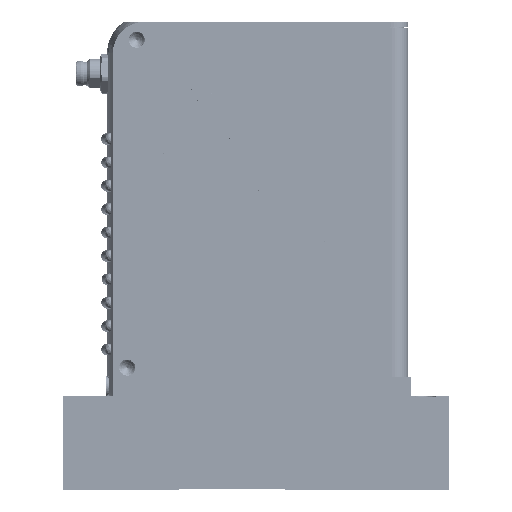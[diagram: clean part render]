
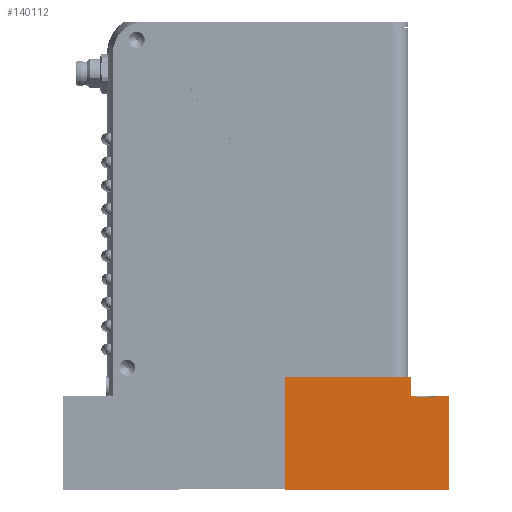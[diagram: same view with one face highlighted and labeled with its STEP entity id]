
A CAD part, top view. The second image highlights one B-rep face of the part: STEP entity #140112.
In plain terms, the highlighted planar face has unit normal (0, 0, 1).
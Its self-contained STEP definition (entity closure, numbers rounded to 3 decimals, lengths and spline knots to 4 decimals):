
#786 = ORIENTED_EDGE ( 'NONE', *, *, #33086, .T. ) ;
#1809 = CARTESIAN_POINT ( 'NONE',  ( 4.3855, 1.8901, 3.7606 ) ) ;
#3448 = LINE ( 'NONE', #226724, #11435 ) ;
#4863 = CARTESIAN_POINT ( 'NONE',  ( 4.6048, 1.8901, 3.7606 ) ) ;
#11435 = VECTOR ( 'NONE', #115797, 39.3701 ) ;
#15424 = CARTESIAN_POINT ( 'NONE',  ( 4.3855, 1.6731, 3.7606 ) ) ;
#18526 = CARTESIAN_POINT ( 'NONE',  ( 2.9952, 0.6831, 3.7606 ) ) ;
#18779 = EDGE_CURVE ( 'NONE', #242794, #250811, #127113, .T. ) ;
#20518 = CARTESIAN_POINT ( 'NONE',  ( 2.9952, 1.8901, 3.7606 ) ) ;
#24074 = CARTESIAN_POINT ( 'NONE',  ( 4.6048, 1.6731, 3.7606 ) ) ;
#24608 = VECTOR ( 'NONE', #256391, 39.3701 ) ;
#30703 = DIRECTION ( 'NONE',  ( -1., 0., 0. ) ) ;
#30740 = EDGE_CURVE ( 'NONE', #281370, #96234, #214418, .T. ) ;
#33086 = EDGE_CURVE ( 'NONE', #77879, #186405, #275894, .T. ) ;
#34796 = DIRECTION ( 'NONE',  ( -1., 0., 0. ) ) ;
#34991 = DIRECTION ( 'NONE',  ( 0., 0., -1. ) ) ;
#36287 = VERTEX_POINT ( 'NONE', #209104 ) ;
#40966 = VECTOR ( 'NONE', #111466, 39.3701 ) ;
#46683 = VERTEX_POINT ( 'NONE', #287723 ) ;
#48305 = ORIENTED_EDGE ( 'NONE', *, *, #135733, .F. ) ;
#59697 = ORIENTED_EDGE ( 'NONE', *, *, #246366, .T. ) ;
#74894 = DIRECTION ( 'NONE',  ( 0., 1., 0. ) ) ;
#77879 = VERTEX_POINT ( 'NONE', #225409 ) ;
#78772 = CARTESIAN_POINT ( 'NONE',  ( 2.9952, 1.6731, 3.7606 ) ) ;
#81678 = DIRECTION ( 'NONE',  ( 1., 0., 0. ) ) ;
#83736 = VECTOR ( 'NONE', #81678, 39.3701 ) ;
#85775 = ORIENTED_EDGE ( 'NONE', *, *, #149051, .T. ) ;
#89486 = DIRECTION ( 'NONE',  ( 0., -1., 0. ) ) ;
#91415 = EDGE_CURVE ( 'NONE', #46683, #281370, #268834, .T. ) ;
#92492 = LINE ( 'NONE', #245676, #40966 ) ;
#96234 = VERTEX_POINT ( 'NONE', #24074 ) ;
#98571 = ORIENTED_EDGE ( 'NONE', *, *, #18779, .T. ) ;
#101813 = VERTEX_POINT ( 'NONE', #226619 ) ;
#102914 = LINE ( 'NONE', #261919, #265864 ) ;
#110994 = EDGE_CURVE ( 'NONE', #77879, #250811, #92492, .T. ) ;
#111466 = DIRECTION ( 'NONE',  ( -1., 0., 0. ) ) ;
#113851 = ORIENTED_EDGE ( 'NONE', *, *, #257879, .T. ) ;
#114343 = LINE ( 'NONE', #4863, #165585 ) ;
#115797 = DIRECTION ( 'NONE',  ( 0., 1., 0. ) ) ;
#117643 = VECTOR ( 'NONE', #89486, 39.3701 ) ;
#127113 = LINE ( 'NONE', #20518, #204132 ) ;
#135733 = EDGE_CURVE ( 'NONE', #96234, #36287, #114343, .T. ) ;
#139895 = ORIENTED_EDGE ( 'NONE', *, *, #188473, .T. ) ;
#140112 = ADVANCED_FACE ( 'NONE', ( #255349 ), #144434, .F. ) ;
#144434 = PLANE ( 'NONE',  #268682 ) ;
#149051 = EDGE_CURVE ( 'NONE', #186405, #36287, #231803, .T. ) ;
#151003 = DIRECTION ( 'NONE',  ( -1., 0., 0. ) ) ;
#155938 = EDGE_LOOP ( 'NONE', ( #216256, #59697, #113851, #139895, #98571, #179022, #786, #85775, #48305, #251791 ) ) ;
#165585 = VECTOR ( 'NONE', #74894, 39.3701 ) ;
#166396 = VECTOR ( 'NONE', #230670, 39.3701 ) ;
#167368 = CARTESIAN_POINT ( 'NONE',  ( 2.9952, 1.8901, 3.7606 ) ) ;
#179022 = ORIENTED_EDGE ( 'NONE', *, *, #110994, .F. ) ;
#186315 = VECTOR ( 'NONE', #34796, 39.3701 ) ;
#186405 = VERTEX_POINT ( 'NONE', #215348 ) ;
#188473 = EDGE_CURVE ( 'NONE', #101813, #242794, #278283, .T. ) ;
#204132 = VECTOR ( 'NONE', #280337, 39.3701 ) ;
#208680 = CARTESIAN_POINT ( 'NONE',  ( 2.9952, 1.8901, 3.7606 ) ) ;
#209104 = CARTESIAN_POINT ( 'NONE',  ( 4.6048, 1.6831, 3.7606 ) ) ;
#214418 = LINE ( 'NONE', #78772, #83736 ) ;
#215348 = CARTESIAN_POINT ( 'NONE',  ( 4.7492, 1.6831, 3.7606 ) ) ;
#216256 = ORIENTED_EDGE ( 'NONE', *, *, #91415, .F. ) ;
#221435 = CARTESIAN_POINT ( 'NONE',  ( 2.9952, 1.8901, 3.7606 ) ) ;
#221819 = VERTEX_POINT ( 'NONE', #260527 ) ;
#225409 = CARTESIAN_POINT ( 'NONE',  ( 4.7492, 0.6831, 3.7606 ) ) ;
#226619 = CARTESIAN_POINT ( 'NONE',  ( 4.3402, 1.8901, 3.7606 ) ) ;
#226724 = CARTESIAN_POINT ( 'NONE',  ( 4.3402, 1.6831, 3.7606 ) ) ;
#230670 = DIRECTION ( 'NONE',  ( 0., 1., 0. ) ) ;
#231803 = LINE ( 'NONE', #253713, #186315 ) ;
#242794 = VERTEX_POINT ( 'NONE', #221435 ) ;
#245676 = CARTESIAN_POINT ( 'NONE',  ( 2.9952, 0.6831, 3.7606 ) ) ;
#246366 = EDGE_CURVE ( 'NONE', #46683, #221819, #102914, .T. ) ;
#250811 = VERTEX_POINT ( 'NONE', #18526 ) ;
#251791 = ORIENTED_EDGE ( 'NONE', *, *, #30740, .F. ) ;
#253713 = CARTESIAN_POINT ( 'NONE',  ( 4.7492, 1.6831, 3.7606 ) ) ;
#253997 = CARTESIAN_POINT ( 'NONE',  ( 4.7492, 1.8901, 3.7606 ) ) ;
#255349 = FACE_OUTER_BOUND ( 'NONE', #155938, .T. ) ;
#256391 = DIRECTION ( 'NONE',  ( -1., 0., 0. ) ) ;
#257879 = EDGE_CURVE ( 'NONE', #221819, #101813, #3448, .T. ) ;
#260527 = CARTESIAN_POINT ( 'NONE',  ( 4.3402, 1.6831, 3.7606 ) ) ;
#261919 = CARTESIAN_POINT ( 'NONE',  ( 4.7492, 1.6831, 3.7606 ) ) ;
#265864 = VECTOR ( 'NONE', #151003, 39.3701 ) ;
#268682 = AXIS2_PLACEMENT_3D ( 'NONE', #208680, #34991, #30703 ) ;
#268834 = LINE ( 'NONE', #1809, #117643 ) ;
#275894 = LINE ( 'NONE', #253997, #166396 ) ;
#278283 = LINE ( 'NONE', #167368, #24608 ) ;
#280337 = DIRECTION ( 'NONE',  ( 0., -1., 0. ) ) ;
#281370 = VERTEX_POINT ( 'NONE', #15424 ) ;
#287723 = CARTESIAN_POINT ( 'NONE',  ( 4.3855, 1.6831, 3.7606 ) ) ;
